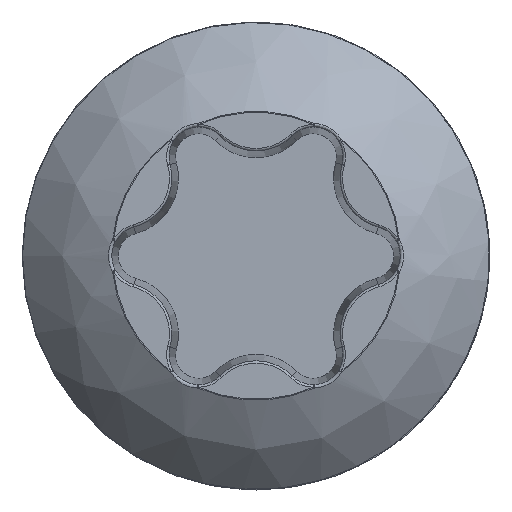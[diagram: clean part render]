
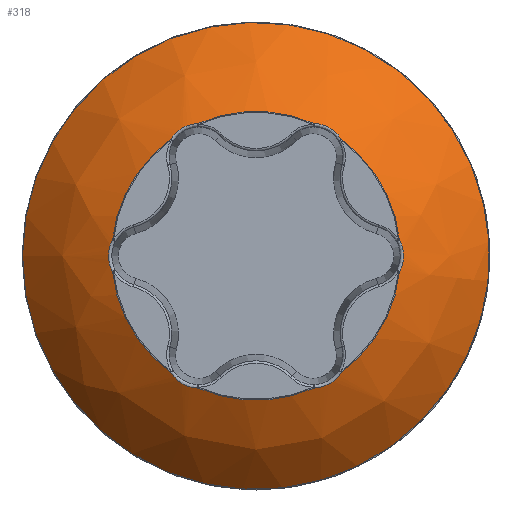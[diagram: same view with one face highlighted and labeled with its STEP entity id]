
A CAD part, top view. The second image highlights one B-rep face of the part: STEP entity #318.
In plain terms, the highlighted free-form (B-spline) face has degree [2, 2] with [3, 9] control points.
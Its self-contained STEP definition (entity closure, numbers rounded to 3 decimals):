
#141=CARTESIAN_POINT('',(-9.731,0.,-2.974));
#142=VERTEX_POINT('',#141);
#143=CARTESIAN_POINT('',(0.,0.0,-2.974));
#144=DIRECTION('',(0.0,0.0,-1.0));
#145=DIRECTION('',(1.0,0.0,0.0));
#146=AXIS2_PLACEMENT_3D('',#143,#144,#145);
#147=CIRCLE('',#146,9.731);
#148=EDGE_CURVE('',#142,#142,#147,.T.);
#164=CARTESIAN_POINT('',(6.011,0.,-0.005));
#165=CARTESIAN_POINT('',(8.278,0.,-0.979));
#166=CARTESIAN_POINT('',(9.731,0.,-2.974));
#167=CARTESIAN_POINT('',(6.011,6.011,-0.005));
#168=CARTESIAN_POINT('',(8.278,8.278,-0.979));
#169=CARTESIAN_POINT('',(9.731,9.731,-2.974));
#170=CARTESIAN_POINT('',(0.,6.011,-0.005));
#171=CARTESIAN_POINT('',(0.,8.278,-0.979));
#172=CARTESIAN_POINT('',(0.,9.731,-2.974));
#173=CARTESIAN_POINT('',(-6.011,6.011,-0.005));
#174=CARTESIAN_POINT('',(-8.278,8.278,-0.979));
#175=CARTESIAN_POINT('',(-9.731,9.731,-2.974));
#176=CARTESIAN_POINT('',(-6.011,0.,-0.005));
#177=CARTESIAN_POINT('',(-8.278,0.,-0.979));
#178=CARTESIAN_POINT('',(-9.731,0.,-2.974));
#179=CARTESIAN_POINT('',(-6.011,-6.011,-0.005));
#180=CARTESIAN_POINT('',(-8.278,-8.278,-0.979));
#181=CARTESIAN_POINT('',(-9.731,-9.731,-2.974));
#182=CARTESIAN_POINT('',(0.,-6.011,-0.005));
#183=CARTESIAN_POINT('',(0.,-8.278,-0.979));
#184=CARTESIAN_POINT('',(0.,-9.731,-2.974));
#185=CARTESIAN_POINT('',(6.011,-6.011,-0.005));
#186=CARTESIAN_POINT('',(8.278,-8.278,-0.979));
#187=CARTESIAN_POINT('',(9.731,-9.731,-2.974));
#188=CARTESIAN_POINT('',(6.011,0.,-0.005));
#189=CARTESIAN_POINT('',(8.278,0.,-0.979));
#190=CARTESIAN_POINT('',(9.731,0.,-2.974));
#198=(BOUNDED_SURFACE()B_SPLINE_SURFACE(2,2,((#164,#167,#170,#173,#176,#179,#182,#185,#188),(#165,#168,#171,#174,#177,#180,#183,#186,#189),(#166,#169,#172,#175,#178,#181,#184,#187,#190)),.UNSPECIFIED.,.F.,.T.,.U.)B_SPLINE_SURFACE_WITH_KNOTS((3,3),(3,2,2,2,3),(-1.165,-0.63),(0.0,1.571,3.142,4.712,6.283),.UNSPECIFIED.)GEOMETRIC_REPRESENTATION_ITEM()RATIONAL_B_SPLINE_SURFACE(((1.0,0.707,1.0,0.707,1.0,0.707,1.0,0.707,1.0),(0.964,0.682,0.964,0.682,0.964,0.682,0.964,0.682,0.964),(1.0,0.707,1.0,0.707,1.0,0.707,1.0,0.707,1.0)))REPRESENTATION_ITEM('')SURFACE());
#199=CARTESIAN_POINT('',(-3.559,4.854,-0.008));
#200=VERTEX_POINT('',#199);
#201=CARTESIAN_POINT('',(-5.983,0.655,-0.008));
#202=VERTEX_POINT('',#201);
#203=CARTESIAN_POINT('',(0.,0.0,-0.008));
#204=DIRECTION('',(0.,0.,1.0));
#205=DIRECTION('',(-0.866,0.5,0.));
#206=AXIS2_PLACEMENT_3D('',#203,#204,#205);
#207=CIRCLE('',#206,6.019);
#208=EDGE_CURVE('',#200,#202,#207,.T.);
#209=ORIENTED_EDGE('',*,*,#208,.F.);
#210=CARTESIAN_POINT('',(-2.424,5.509,-0.008));
#211=VERTEX_POINT('',#210);
#212=CARTESIAN_POINT('',(-2.424,5.509,-0.008));
#213=CARTESIAN_POINT('',(-2.65,5.504,-0.045));
#214=CARTESIAN_POINT('',(-3.104,5.377,-0.087));
#215=CARTESIAN_POINT('',(-3.441,5.047,-0.045));
#216=CARTESIAN_POINT('',(-3.559,4.854,-0.008));
#217=B_SPLINE_CURVE_WITH_KNOTS('',3,(#212,#213,#214,#215,#216),.UNSPECIFIED.,.F.,.U.,(4,1,4),(0.,0.068,0.136),.UNSPECIFIED.);
#218=EDGE_CURVE('',#211,#200,#217,.T.);
#219=ORIENTED_EDGE('',*,*,#218,.F.);
#220=CARTESIAN_POINT('',(2.424,5.509,-0.008));
#221=VERTEX_POINT('',#220);
#222=CARTESIAN_POINT('',(0.,0.0,-0.008));
#223=DIRECTION('',(0.0,0.0,1.0));
#224=DIRECTION('',(0.0,1.0,0.0));
#225=AXIS2_PLACEMENT_3D('',#222,#223,#224);
#226=CIRCLE('',#225,6.019);
#227=EDGE_CURVE('',#221,#211,#226,.T.);
#228=ORIENTED_EDGE('',*,*,#227,.F.);
#229=CARTESIAN_POINT('',(3.559,4.854,-0.008));
#230=VERTEX_POINT('',#229);
#231=CARTESIAN_POINT('',(3.559,4.854,-0.008));
#232=CARTESIAN_POINT('',(3.441,5.047,-0.045));
#233=CARTESIAN_POINT('',(3.104,5.377,-0.087));
#234=CARTESIAN_POINT('',(2.65,5.504,-0.045));
#235=CARTESIAN_POINT('',(2.424,5.509,-0.008));
#236=B_SPLINE_CURVE_WITH_KNOTS('',3,(#231,#232,#233,#234,#235),.UNSPECIFIED.,.F.,.U.,(4,1,4),(0.,0.068,0.136),.UNSPECIFIED.);
#237=EDGE_CURVE('',#230,#221,#236,.T.);
#238=ORIENTED_EDGE('',*,*,#237,.F.);
#239=CARTESIAN_POINT('',(5.983,0.655,-0.008));
#240=VERTEX_POINT('',#239);
#241=CARTESIAN_POINT('',(0.,0.0,-0.008));
#242=DIRECTION('',(0.,0.,1.0));
#243=DIRECTION('',(0.866,0.5,0.));
#244=AXIS2_PLACEMENT_3D('',#241,#242,#243);
#245=CIRCLE('',#244,6.019);
#246=EDGE_CURVE('',#240,#230,#245,.T.);
#247=ORIENTED_EDGE('',*,*,#246,.F.);
#248=CARTESIAN_POINT('',(5.983,-0.655,-0.008));
#249=VERTEX_POINT('',#248);
#250=CARTESIAN_POINT('',(5.983,-0.655,-0.008));
#251=CARTESIAN_POINT('',(6.091,-0.457,-0.045));
#252=CARTESIAN_POINT('',(6.209,0.,-0.087));
#253=CARTESIAN_POINT('',(6.091,0.457,-0.045));
#254=CARTESIAN_POINT('',(5.983,0.655,-0.008));
#255=B_SPLINE_CURVE_WITH_KNOTS('',3,(#250,#251,#252,#253,#254),.UNSPECIFIED.,.F.,.U.,(4,1,4),(0.0,0.068,0.136),.UNSPECIFIED.);
#256=EDGE_CURVE('',#249,#240,#255,.T.);
#257=ORIENTED_EDGE('',*,*,#256,.F.);
#258=CARTESIAN_POINT('',(3.559,-4.854,-0.008));
#259=VERTEX_POINT('',#258);
#260=CARTESIAN_POINT('',(0.,0.0,-0.008));
#261=DIRECTION('',(0.,0.,1.0));
#262=DIRECTION('',(0.866,-0.5,0.));
#263=AXIS2_PLACEMENT_3D('',#260,#261,#262);
#264=CIRCLE('',#263,6.019);
#265=EDGE_CURVE('',#259,#249,#264,.T.);
#266=ORIENTED_EDGE('',*,*,#265,.F.);
#267=CARTESIAN_POINT('',(2.424,-5.509,-0.008));
#268=VERTEX_POINT('',#267);
#269=CARTESIAN_POINT('',(2.424,-5.509,-0.008));
#270=CARTESIAN_POINT('',(2.65,-5.504,-0.045));
#271=CARTESIAN_POINT('',(3.104,-5.377,-0.087));
#272=CARTESIAN_POINT('',(3.441,-5.047,-0.045));
#273=CARTESIAN_POINT('',(3.559,-4.854,-0.008));
#274=B_SPLINE_CURVE_WITH_KNOTS('',3,(#269,#270,#271,#272,#273),.UNSPECIFIED.,.F.,.U.,(4,1,4),(0.0,0.068,0.136),.UNSPECIFIED.);
#275=EDGE_CURVE('',#268,#259,#274,.T.);
#276=ORIENTED_EDGE('',*,*,#275,.F.);
#277=CARTESIAN_POINT('',(-2.424,-5.509,-0.008));
#278=VERTEX_POINT('',#277);
#279=CARTESIAN_POINT('',(0.,0.0,-0.008));
#280=DIRECTION('',(0.0,0.0,1.0));
#281=DIRECTION('',(0.0,-1.0,0.0));
#282=AXIS2_PLACEMENT_3D('',#279,#280,#281);
#283=CIRCLE('',#282,6.019);
#284=EDGE_CURVE('',#278,#268,#283,.T.);
#285=ORIENTED_EDGE('',*,*,#284,.F.);
#286=CARTESIAN_POINT('',(-3.559,-4.854,-0.008));
#287=VERTEX_POINT('',#286);
#288=CARTESIAN_POINT('',(-3.559,-4.854,-0.008));
#289=CARTESIAN_POINT('',(-3.441,-5.047,-0.045));
#290=CARTESIAN_POINT('',(-3.104,-5.377,-0.087));
#291=CARTESIAN_POINT('',(-2.65,-5.504,-0.045));
#292=CARTESIAN_POINT('',(-2.424,-5.509,-0.008));
#293=B_SPLINE_CURVE_WITH_KNOTS('',3,(#288,#289,#290,#291,#292),.UNSPECIFIED.,.F.,.U.,(4,1,4),(0.,0.068,0.136),.UNSPECIFIED.);
#294=EDGE_CURVE('',#287,#278,#293,.T.);
#295=ORIENTED_EDGE('',*,*,#294,.F.);
#296=CARTESIAN_POINT('',(-5.983,-0.655,-0.008));
#297=VERTEX_POINT('',#296);
#298=CARTESIAN_POINT('',(0.,0.0,-0.008));
#299=DIRECTION('',(0.,0.,1.0));
#300=DIRECTION('',(-0.866,-0.5,0.));
#301=AXIS2_PLACEMENT_3D('',#298,#299,#300);
#302=CIRCLE('',#301,6.019);
#303=EDGE_CURVE('',#297,#287,#302,.T.);
#304=ORIENTED_EDGE('',*,*,#303,.F.);
#305=CARTESIAN_POINT('',(-5.983,0.655,-0.008));
#306=CARTESIAN_POINT('',(-6.091,0.457,-0.045));
#307=CARTESIAN_POINT('',(-6.209,0.,-0.087));
#308=CARTESIAN_POINT('',(-6.091,-0.457,-0.045));
#309=CARTESIAN_POINT('',(-5.983,-0.655,-0.008));
#310=B_SPLINE_CURVE_WITH_KNOTS('',3,(#305,#306,#307,#308,#309),.UNSPECIFIED.,.F.,.U.,(4,1,4),(0.0,0.068,0.136),.UNSPECIFIED.);
#311=EDGE_CURVE('',#202,#297,#310,.T.);
#312=ORIENTED_EDGE('',*,*,#311,.F.);
#313=EDGE_LOOP('',(#209,#219,#228,#238,#247,#257,#266,#276,#285,#295,#304,#312));
#314=FACE_OUTER_BOUND('',#313,.T.);
#315=ORIENTED_EDGE('',*,*,#148,.F.);
#316=EDGE_LOOP('',(#315));
#317=FACE_BOUND('',#316,.T.);
#318=ADVANCED_FACE('',(#314,#317),#198,.T.);
